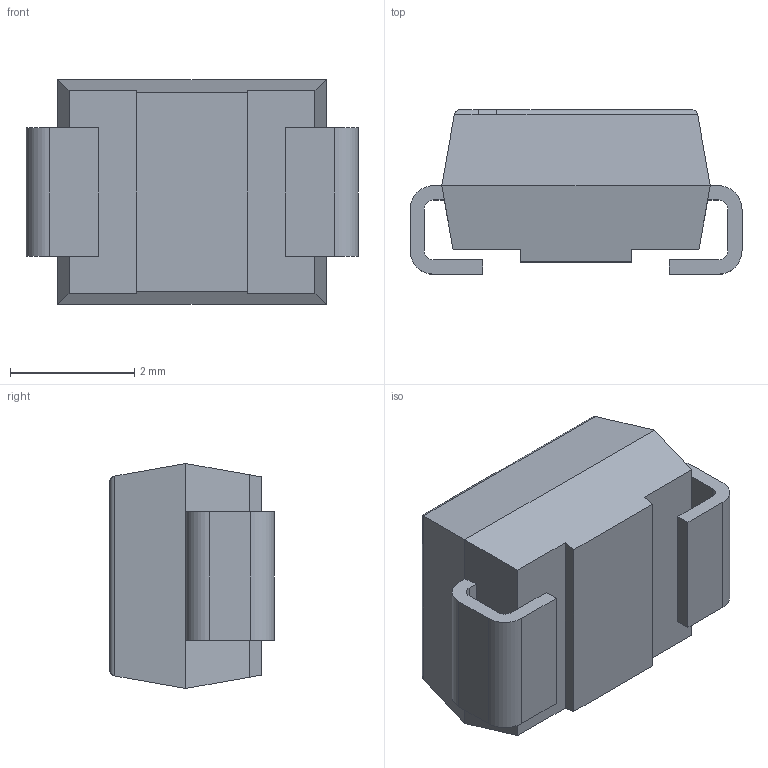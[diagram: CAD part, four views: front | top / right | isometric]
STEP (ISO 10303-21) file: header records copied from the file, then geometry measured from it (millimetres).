
FILE_DESCRIPTION (( 'STEP AP214' ), '1' );
FILE_NAME ('ES2D-T.STEP', '2023-06-29T20:30:24', ( '' ), ( '' ), 'SwSTEP 2.0', 'SolidWorks 2021', '' );
FILE_SCHEMA (( 'AUTOMOTIVE_DESIGN' ));
Length unit declared in the file: millimetre
Products named in the file (1): ES2D-T
Bounding box: 5.35 x 2.65 x 3.62 mm (x, y, z)
Volume: 35.3 mm3; surface area: 88.8 mm2
Topology: 4 solids, 4 shells, 58 faces, 138 edges, 88 vertices
Faces by surface type: plane 42, cylinder 16
Entity records: 1711 total; most frequent: CARTESIAN_POINT 297, ORIENTED_EDGE 276, DIRECTION 276, EDGE_CURVE 138, VECTOR 110, LINE 110, VERTEX_POINT 88, AXIS2_PLACEMENT_3D 83
